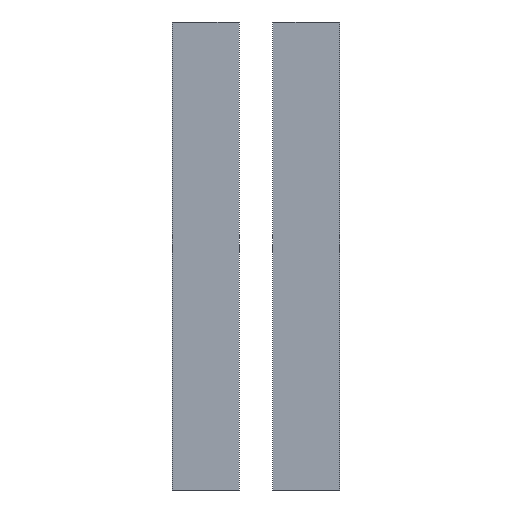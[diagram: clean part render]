
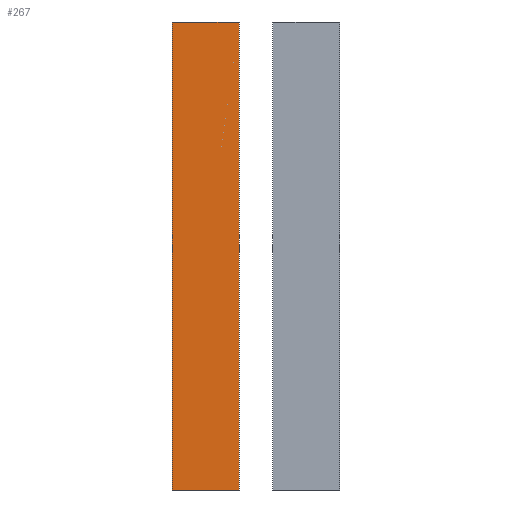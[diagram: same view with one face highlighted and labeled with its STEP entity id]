
A CAD part, front view. The second image highlights one B-rep face of the part: STEP entity #267.
In plain terms, the highlighted planar face has unit normal (0, -1, 0).
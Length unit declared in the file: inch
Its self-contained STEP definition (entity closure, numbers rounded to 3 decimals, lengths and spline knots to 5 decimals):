
#21=PLANE('',#308);
#35=FACE_OUTER_BOUND('',#51,.T.);
#51=EDGE_LOOP('',(#211,#212,#213,#214));
#65=LINE('',#418,#93);
#70=LINE('',#430,#98);
#73=LINE('',#435,#101);
#74=LINE('',#437,#102);
#93=VECTOR('',#338,0.3937);
#98=VECTOR('',#351,0.3937);
#101=VECTOR('',#356,0.3937);
#102=VECTOR('',#359,0.3937);
#131=VERTEX_POINT('',#415);
#132=VERTEX_POINT('',#417);
#135=VERTEX_POINT('',#429);
#136=VERTEX_POINT('',#433);
#156=EDGE_CURVE('',#131,#132,#65,.T.);
#162=EDGE_CURVE('',#135,#132,#70,.T.);
#165=EDGE_CURVE('',#131,#136,#73,.T.);
#166=EDGE_CURVE('',#135,#136,#74,.T.);
#211=ORIENTED_EDGE('',*,*,#165,.T.);
#212=ORIENTED_EDGE('',*,*,#166,.F.);
#213=ORIENTED_EDGE('',*,*,#162,.T.);
#214=ORIENTED_EDGE('',*,*,#156,.F.);
#267=ADVANCED_FACE('',(#35),#21,.T.);
#308=AXIS2_PLACEMENT_3D('',#436,#357,#358);
#338=DIRECTION('',(-1.,0.,0.));
#351=DIRECTION('',(0.,0.,-1.));
#356=DIRECTION('',(0.,0.,1.));
#357=DIRECTION('center_axis',(0.,-1.,0.));
#358=DIRECTION('ref_axis',(1.,0.,0.));
#359=DIRECTION('',(1.,0.,0.));
#415=CARTESIAN_POINT('',(-3.,0.,-42.));
#417=CARTESIAN_POINT('',(-15.,0.,-42.));
#418=CARTESIAN_POINT('',(-3.,0.,-42.));
#429=CARTESIAN_POINT('',(-15.,0.,42.));
#430=CARTESIAN_POINT('',(-15.,0.,0.));
#433=CARTESIAN_POINT('',(-3.,0.,42.));
#435=CARTESIAN_POINT('',(-3.,0.,0.));
#436=CARTESIAN_POINT('Origin',(-15.,0.,0.));
#437=CARTESIAN_POINT('',(-3.,0.,42.));
